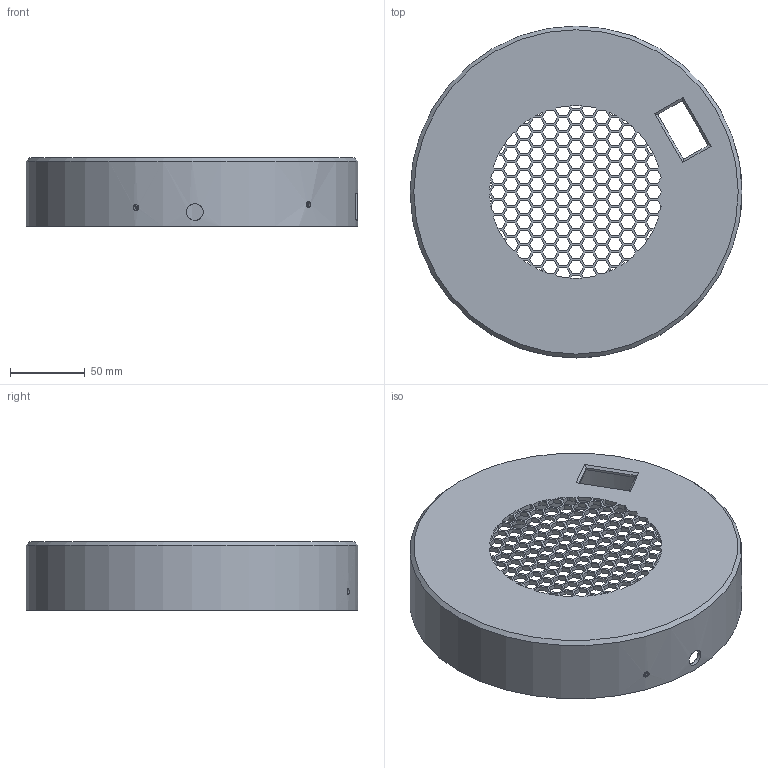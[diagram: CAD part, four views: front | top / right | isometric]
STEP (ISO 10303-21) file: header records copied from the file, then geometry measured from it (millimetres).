
FILE_DESCRIPTION(/* description */ (''),/* implementation_level */ '2;1');
FILE_NAME(/* name */ 'Air purifier top 1.8 v10.step',/* time_stamp */ '2025-09-05T14:06:31+05:30',/* author */ (''),/* organization */ (''),/* preprocessor_version */ 'ST-DEVELOPER v20.1',/* originating_system */ 'Autodesk Translation Framework v14.10.0.0',/* authorisation */ '');
FILE_SCHEMA (('AUTOMOTIVE_DESIGN { 1 0 10303 214 3 1 1 }'));
Length unit declared in the file: centimetre
Products named in the file (1): Air purifier
Bounding box: 221.3 x 221.3 x 46 mm (x, y, z)
Volume: 172331.3 mm3; surface area: 134490.8 mm2
Topology: 1 solids, 1 shells, 867 faces, 2556 edges, 1706 vertices
Faces by surface type: plane 800, cylinder 63, cone 4
Full cylindrical faces by diameter (mm): 1.7 x6, 1.75 x2, 1.8 x1, 4 x3, 11.177 x1, 14.5 x2, 216.3 x1, 221.3 x1
Entity records: 29376 total; most frequent: CARTESIAN_POINT 5557, ORIENTED_EDGE 5112, DIRECTION 4392, EDGE_CURVE 2556, LINE 2402, VECTOR 2402, VERTEX_POINT 1706, EDGE_LOOP 1170
